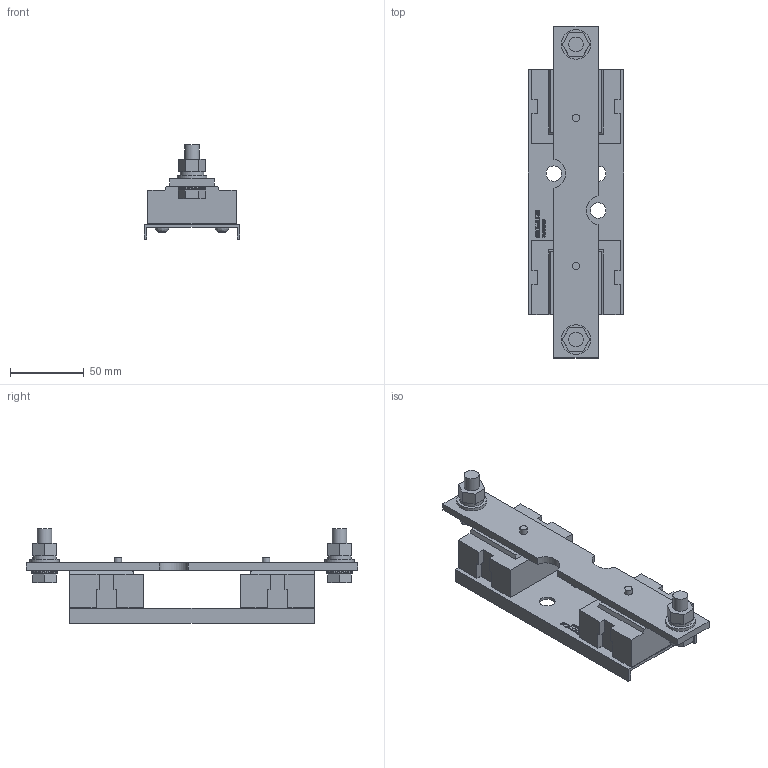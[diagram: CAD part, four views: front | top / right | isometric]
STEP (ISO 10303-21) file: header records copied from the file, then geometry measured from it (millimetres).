
FILE_DESCRIPTION(/* description */ (''),/* implementation_level */ '2;1');
FILE_NAME(/* name */ '3NG2300_v.stp',/* time_stamp */ '2025-02-05T12:01:13+01:00',/* author */ ('"(c) Siemens AG Smart Infrastructure"'),/* organization */ ('"(c) Siemens AG - Smart Infrastructure - EP"'),/* preprocessor_version */ 'ST-DEVELOPER v18.101',/* originating_system */ 'SIEMENS PLM Software NX 2008',/* authorisation */ '"Transmittal reproduction, dissemination and/or editing of this document as well as utilization of its contents and communication thereof to others without express authorization is prohibited. Offenders will be held liable for payment of damages. All rights created by patent grant or registration of a utility model or design patent are reserved."');
FILE_SCHEMA (('AUTOMOTIVE_DESIGN { 1 0 10303 214 3 1 1 1 }'));
Length unit declared in the file: millimetre
Products named in the file (1): model2
Bounding box: 65 x 225 x 64 mm (x, y, z)
Volume: 200644 mm3; surface area: 69430.9 mm2
Topology: 1 solids, 9 shells, 703 faces, 1958 edges, 1253 vertices
Faces by surface type: plane 345, cylinder 183, bspline 124, extrusion 28, cone 19, sphere 4
Full cylindrical faces by diameter (mm): 3.7 x4, 4.8 x4, 5 x4, 5.8 x4, 6 x4, 6.5 x4, 10 x4, 10.5 x5, 11 x2, 16 x2, 20 x2
Entity records: 31209 total; most frequent: CARTESIAN_POINT 11492, ORIENTED_EDGE 3690, DIRECTION 2680, EDGE_CURVE 1845, VERTEX_POINT 1208, VECTOR 1110, LINE 1082, EDGE_LOOP 869
